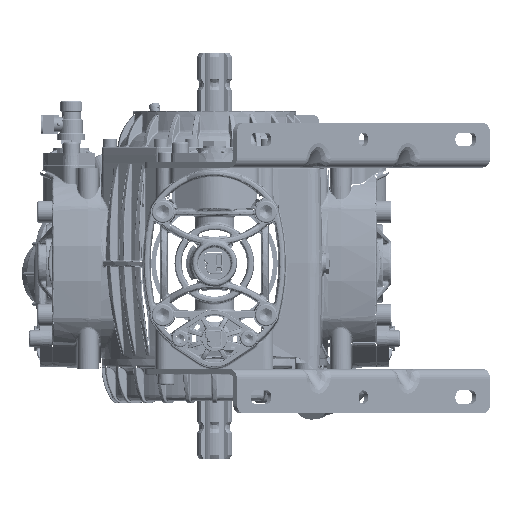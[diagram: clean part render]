
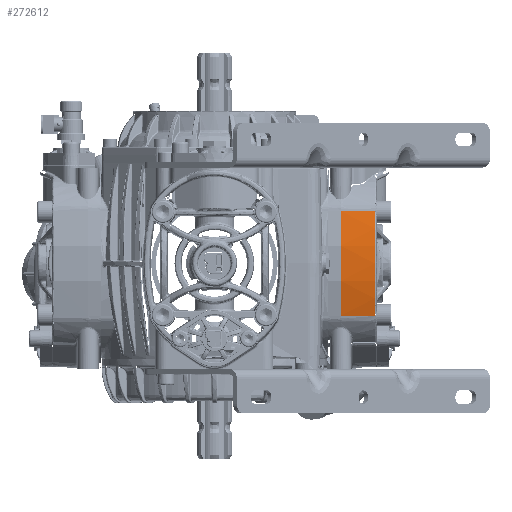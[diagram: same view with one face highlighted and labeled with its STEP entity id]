
A CAD part, front view. The second image highlights one B-rep face of the part: STEP entity #272612.
In plain terms, the highlighted conical face has half-angle 1.5 degrees and reference radius 195.814 mm.
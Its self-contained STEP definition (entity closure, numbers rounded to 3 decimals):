
#799 = VERTEX_POINT ( 'NONE', #212252 ) ;
#11595 = EDGE_LOOP ( 'NONE', ( #196476, #249801, #84018, #296805, #71949 ) ) ;
#19222 = DIRECTION ( 'NONE',  ( 0., 1., 0. ) ) ;
#28871 = CONICAL_SURFACE ( 'NONE', #441860, 195.814, 0.026 ) ;
#36237 = DIRECTION ( 'NONE',  ( 0., 1., 0. ) ) ;
#41442 = EDGE_CURVE ( 'NONE', #402024, #799, #82910, .T. ) ;
#55834 = DIRECTION ( 'NONE',  ( -1., 0., 0. ) ) ;
#71949 = ORIENTED_EDGE ( 'NONE', *, *, #165967, .T. ) ;
#78232 = VERTEX_POINT ( 'NONE', #230600 ) ;
#82910 = CIRCLE ( 'NONE', #152818, 195.814 ) ;
#84018 = ORIENTED_EDGE ( 'NONE', *, *, #409477, .T. ) ;
#103729 = B_SPLINE_CURVE_WITH_KNOTS ( 'NONE', 3,
 ( #428703, #424983, #304849, #299302 ),
 .UNSPECIFIED., .F., .F.,
 ( 4, 4 ),
 ( 0., 1. ),
 .UNSPECIFIED. ) ;
#113354 = CARTESIAN_POINT ( 'NONE',  ( 120., -61.406, 49.683 ) ) ;
#123099 = CARTESIAN_POINT ( 'NONE',  ( 130.684, -61.13, 49.636 ) ) ;
#135563 = CARTESIAN_POINT ( 'NONE',  ( 120., 128., 0. ) ) ;
#137630 = CARTESIAN_POINT ( 'NONE',  ( 152.052, -66.975, 0. ) ) ;
#152818 = AXIS2_PLACEMENT_3D ( 'NONE', #135563, #475569, #19222 ) ;
#165967 = EDGE_CURVE ( 'NONE', #799, #484588, #103729, .T. ) ;
#176144 = DIRECTION ( 'NONE',  ( -1., 0., 0. ) ) ;
#196476 = ORIENTED_EDGE ( 'NONE', *, *, #426837, .T. ) ;
#212252 = CARTESIAN_POINT ( 'NONE',  ( 120., -61.406, -49.683 ) ) ;
#222046 = CARTESIAN_POINT ( 'NONE',  ( 152.052, -60.576, -49.541 ) ) ;
#224214 = DIRECTION ( 'NONE',  ( 0., 0., 1. ) ) ;
#230600 = CARTESIAN_POINT ( 'NONE',  ( 152.052, -60.576, 49.541 ) ) ;
#237681 = FACE_OUTER_BOUND ( 'NONE', #11595, .T. ) ;
#249801 = ORIENTED_EDGE ( 'NONE', *, *, #389733, .T. ) ;
#256160 = AXIS2_PLACEMENT_3D ( 'NONE', #475265, #55834, #388230 ) ;
#258204 = CIRCLE ( 'NONE', #256160, 194.975 ) ;
#272612 = ADVANCED_FACE ( 'NONE', ( #237681 ), #28871, .T. ) ;
#289048 = DIRECTION ( 'NONE',  ( -1., 0., 0. ) ) ;
#291096 = CARTESIAN_POINT ( 'NONE',  ( 120., -61.406, 49.683 ) ) ;
#296805 = ORIENTED_EDGE ( 'NONE', *, *, #41442, .T. ) ;
#299302 = CARTESIAN_POINT ( 'NONE',  ( 152.052, -60.576, -49.541 ) ) ;
#300451 = CIRCLE ( 'NONE', #327418, 194.975 ) ;
#304849 = CARTESIAN_POINT ( 'NONE',  ( 141.368, -60.853, -49.589 ) ) ;
#327418 = AXIS2_PLACEMENT_3D ( 'NONE', #452005, #289048, #36237 ) ;
#345823 = VERTEX_POINT ( 'NONE', #137630 ) ;
#374239 = CARTESIAN_POINT ( 'NONE',  ( 141.368, -60.853, 49.589 ) ) ;
#388230 = DIRECTION ( 'NONE',  ( 0., 1., 0. ) ) ;
#389733 = EDGE_CURVE ( 'NONE', #345823, #78232, #300451, .T. ) ;
#402024 = VERTEX_POINT ( 'NONE', #113354 ) ;
#404566 = B_SPLINE_CURVE_WITH_KNOTS ( 'NONE', 3,
 ( #544439, #374239, #123099, #291096 ),
 .UNSPECIFIED., .F., .F.,
 ( 4, 4 ),
 ( 0., 1. ),
 .UNSPECIFIED. ) ;
#409477 = EDGE_CURVE ( 'NONE', #78232, #402024, #404566, .T. ) ;
#424983 = CARTESIAN_POINT ( 'NONE',  ( 130.684, -61.13, -49.636 ) ) ;
#426837 = EDGE_CURVE ( 'NONE', #484588, #345823, #258204, .T. ) ;
#428703 = CARTESIAN_POINT ( 'NONE',  ( 120., -61.406, -49.683 ) ) ;
#431209 = CARTESIAN_POINT ( 'NONE',  ( 120., 128., 0. ) ) ;
#441860 = AXIS2_PLACEMENT_3D ( 'NONE', #431209, #176144, #224214 ) ;
#452005 = CARTESIAN_POINT ( 'NONE',  ( 152.052, 128., 0. ) ) ;
#475265 = CARTESIAN_POINT ( 'NONE',  ( 152.052, 128., 0. ) ) ;
#475569 = DIRECTION ( 'NONE',  ( 1., 0., 0. ) ) ;
#484588 = VERTEX_POINT ( 'NONE', #222046 ) ;
#544439 = CARTESIAN_POINT ( 'NONE',  ( 152.052, -60.576, 49.541 ) ) ;
